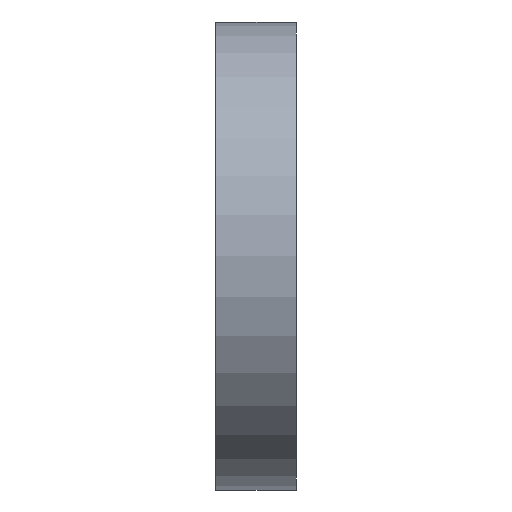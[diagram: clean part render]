
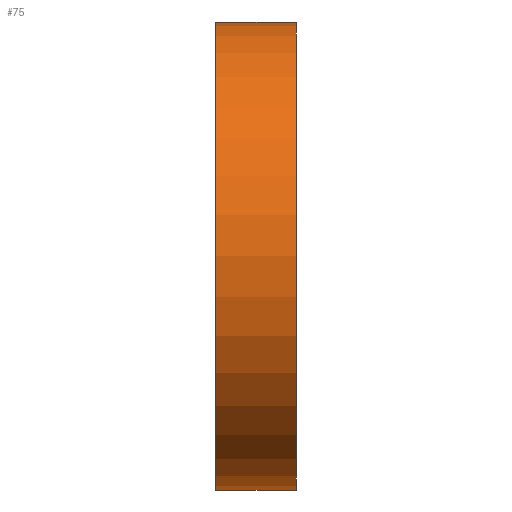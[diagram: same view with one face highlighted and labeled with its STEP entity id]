
A CAD part, left-side view. The second image highlights one B-rep face of the part: STEP entity #75.
In plain terms, the highlighted cylindrical face has radius 14.5 mm (diameter 29 mm), a partial arc.
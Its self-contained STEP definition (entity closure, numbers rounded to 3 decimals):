
#75=ADVANCED_FACE('',(#159),#161,.T.);
#159=FACE_BOUND('',#160,.T.);
#160=EDGE_LOOP('',(#224,#225,#226,#227));
#161=CYLINDRICAL_SURFACE('',#162,14.5);
#162=AXIS2_PLACEMENT_3D('',#163,#164,#165);
#163=CARTESIAN_POINT('',(-475.,0.,13.5));
#164=DIRECTION('',(0.,1.,0.));
#165=DIRECTION('',(0.,0.,-1.));
#224=ORIENTED_EDGE('',*,*,#270,.T.);
#225=ORIENTED_EDGE('',*,*,#263,.T.);
#226=ORIENTED_EDGE('',*,*,#271,.F.);
#227=ORIENTED_EDGE('',*,*,#268,.F.);
#263=EDGE_CURVE('',#284,#289,#291,.T.);
#268=EDGE_CURVE('',#297,#299,#300,.T.);
#270=EDGE_CURVE('',#297,#284,#302,.T.);
#271=EDGE_CURVE('',#299,#289,#303,.T.);
#284=VERTEX_POINT('',#324);
#289=VERTEX_POINT('',#333);
#291=LINE('',#337,#338);
#297=VERTEX_POINT('',#353);
#299=VERTEX_POINT('',#357);
#300=LINE('',#358,#359);
#302=CIRCLE('',#364,14.5);
#303=CIRCLE('',#368,14.5);
#324=CARTESIAN_POINT('',(-475.,0.,28.));
#333=CARTESIAN_POINT('',(-475.,5.,28.));
#337=CARTESIAN_POINT('',(-475.,0.,28.));
#338=VECTOR('',#339,1.);
#339=DIRECTION('',(0.,1.,0.));
#353=CARTESIAN_POINT('',(-475.,0.,-1.));
#357=CARTESIAN_POINT('',(-475.,5.,-1.));
#358=CARTESIAN_POINT('',(-475.,0.,-1.));
#359=VECTOR('',#360,1.);
#360=DIRECTION('',(0.,1.,0.));
#364=AXIS2_PLACEMENT_3D('',#365,#366,#367);
#365=CARTESIAN_POINT('',(-475.,0.,13.5));
#366=DIRECTION('',(0.,1.,0.));
#367=DIRECTION('',(0.,0.,-1.));
#368=AXIS2_PLACEMENT_3D('',#369,#370,#371);
#369=CARTESIAN_POINT('',(-475.,5.,13.5));
#370=DIRECTION('',(0.,1.,0.));
#371=DIRECTION('',(0.,0.,-1.));
